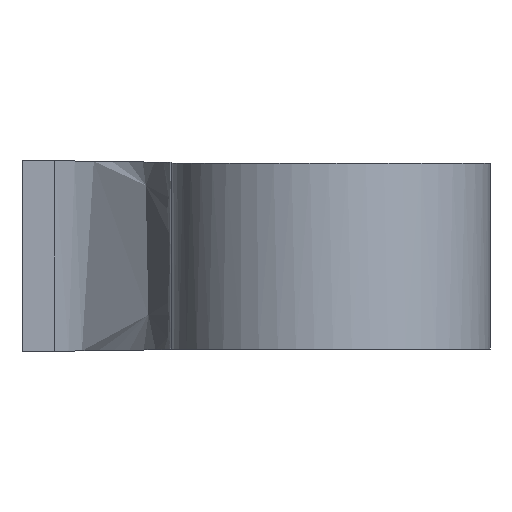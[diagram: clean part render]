
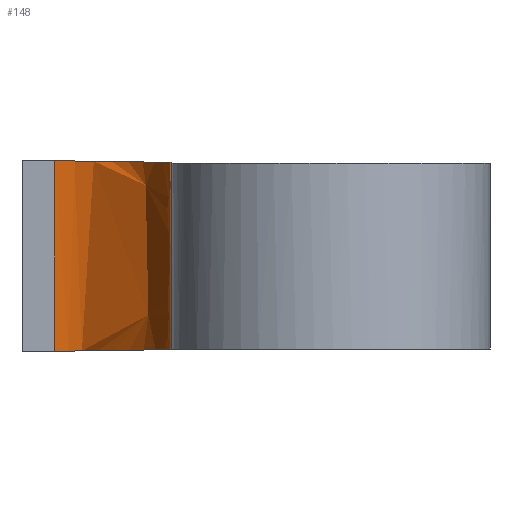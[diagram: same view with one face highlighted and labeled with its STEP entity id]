
A CAD part, left-side view. The second image highlights one B-rep face of the part: STEP entity #148.
In plain terms, the highlighted free-form (B-spline) face has degree [1, 3] with [2, 9] control points.
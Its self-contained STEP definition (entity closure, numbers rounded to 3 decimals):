
#14=(
BOUNDED_SURFACE()
B_SPLINE_SURFACE(1,3,((#3835,#3836,#3837,#3838,#3839,#3840,#3841,#3842,#3843),
(#3844,#3845,#3846,#3847,#3848,#3849,#3850,#3851,#3852)),.UNSPECIFIED.,.F.,
.F.,.F.)
B_SPLINE_SURFACE_WITH_KNOTS((2,2),(4,2,3,4),(0.101,40.823),
(-519.445,-502.362,-485.454,-484.78),
.UNSPECIFIED.)
GEOMETRIC_REPRESENTATION_ITEM()
RATIONAL_B_SPLINE_SURFACE(((0.932,0.932,0.932,
0.932,0.932,0.932,0.809,0.831,
0.996),(0.932,0.932,0.932,0.932,
0.932,0.932,0.809,0.831,0.996)))
REPRESENTATION_ITEM($)
SURFACE()
);
#20=(
BOUNDED_CURVE()
B_SPLINE_CURVE(1,(#3823,#3824),.UNSPECIFIED.,.F.,.F.)
B_SPLINE_CURVE_WITH_KNOTS((2,2),(0.101,40.823),.UNSPECIFIED.)
CURVE()
GEOMETRIC_REPRESENTATION_ITEM()
RATIONAL_B_SPLINE_CURVE((1.,1.))
REPRESENTATION_ITEM($)
);
#21=(
BOUNDED_CURVE()
B_SPLINE_CURVE(1,(#3825,#3826),.UNSPECIFIED.,.F.,.F.)
B_SPLINE_CURVE_WITH_KNOTS((2,2),(-40.462,-0.462),.UNSPECIFIED.)
CURVE()
GEOMETRIC_REPRESENTATION_ITEM()
RATIONAL_B_SPLINE_CURVE((1.,1.))
REPRESENTATION_ITEM($)
);
#148=ADVANCED_FACE($,(#267),#14,.T.);
#267=FACE_OUTER_BOUND($,#386,.T.);
#386=EDGE_LOOP($,(#905,#906,#907,#908));
#905=ORIENTED_EDGE($,*,*,#1182,.F.);
#906=ORIENTED_EDGE($,*,*,#1188,.T.);
#907=ORIENTED_EDGE($,*,*,#1179,.F.);
#908=ORIENTED_EDGE($,*,*,#1187,.T.);
#1179=EDGE_CURVE($,#1338,#1339,#1714,.T.);
#1182=EDGE_CURVE($,#1341,#1342,#1716,.T.);
#1187=EDGE_CURVE($,#1338,#1342,#20,.T.);
#1188=EDGE_CURVE($,#1341,#1339,#21,.T.);
#1338=VERTEX_POINT($,#3903);
#1339=VERTEX_POINT($,#3904);
#1341=VERTEX_POINT($,#3906);
#1342=VERTEX_POINT($,#3907);
#1714=B_SPLINE_CURVE_WITH_KNOTS($,3,(#3770,#3771,#3772,#3773,#3774,#3775,
#3776,#3777,#3778),.UNSPECIFIED.,.F.,.F.,(4,2,3,4),(-34.412,-17.732,
0.,0.68),.UNSPECIFIED.);
#1716=B_SPLINE_CURVE_WITH_KNOTS($,3,(#3794,#3795,#3796,#3797,#3798,#3799,
#3800,#3801,#3802),.UNSPECIFIED.,.F.,.F.,(4,3,2,4),(-0.68,0.,
17.732,34.412),.UNSPECIFIED.);
#3770=CARTESIAN_POINT($,(-294.745,579.562,-0.683));
#3771=CARTESIAN_POINT($,(-294.745,573.968,-0.763));
#3772=CARTESIAN_POINT($,(-296.63,568.517,-0.842));
#3773=CARTESIAN_POINT($,(-303.761,559.44,-0.973));
#3774=CARTESIAN_POINT($,(-309.01,556.214,-1.02));
#3775=CARTESIAN_POINT($,(-314.843,555.047,-1.036));
#3776=CARTESIAN_POINT($,(-315.075,555.001,-1.037));
#3777=CARTESIAN_POINT($,(-315.243,554.799,-1.04));
#3778=CARTESIAN_POINT($,(-315.245,554.562,-1.043));
#3794=CARTESIAN_POINT($,(-315.245,554.562,-41.043));
#3795=CARTESIAN_POINT($,(-315.243,554.799,-41.047));
#3796=CARTESIAN_POINT($,(-315.075,555.001,-41.05));
#3797=CARTESIAN_POINT($,(-314.843,555.047,-41.05));
#3798=CARTESIAN_POINT($,(-309.01,556.214,-41.067));
#3799=CARTESIAN_POINT($,(-303.761,559.44,-41.114));
#3800=CARTESIAN_POINT($,(-296.63,568.517,-41.245));
#3801=CARTESIAN_POINT($,(-294.745,573.968,-41.324));
#3802=CARTESIAN_POINT($,(-294.745,579.562,-41.404));
#3823=CARTESIAN_POINT($,(-294.745,579.562,-0.683));
#3824=CARTESIAN_POINT($,(-294.745,579.562,-41.404));
#3825=CARTESIAN_POINT($,(-315.245,554.562,-41.043));
#3826=CARTESIAN_POINT($,(-315.245,554.562,-1.043));
#3835=CARTESIAN_POINT($,(-294.745,579.562,-0.683));
#3836=CARTESIAN_POINT($,(-294.745,573.974,-0.683));
#3837=CARTESIAN_POINT($,(-296.628,568.487,-0.683));
#3838=CARTESIAN_POINT($,(-303.621,559.652,-0.683));
#3839=CARTESIAN_POINT($,(-308.748,556.266,-0.683));
#3840=CARTESIAN_POINT($,(-314.843,555.047,-0.683));
#3841=CARTESIAN_POINT($,(-315.089,554.998,-0.683));
#3842=CARTESIAN_POINT($,(-315.243,554.806,-0.683));
#3843=CARTESIAN_POINT($,(-315.245,554.562,-0.683));
#3844=CARTESIAN_POINT($,(-294.745,579.562,-41.404));
#3845=CARTESIAN_POINT($,(-294.745,573.974,-41.404));
#3846=CARTESIAN_POINT($,(-296.628,568.487,-41.404));
#3847=CARTESIAN_POINT($,(-303.621,559.652,-41.404));
#3848=CARTESIAN_POINT($,(-308.748,556.266,-41.404));
#3849=CARTESIAN_POINT($,(-314.843,555.047,-41.404));
#3850=CARTESIAN_POINT($,(-315.089,554.998,-41.404));
#3851=CARTESIAN_POINT($,(-315.243,554.806,-41.404));
#3852=CARTESIAN_POINT($,(-315.245,554.562,-41.404));
#3903=CARTESIAN_POINT($,(-294.745,579.562,-0.683));
#3904=CARTESIAN_POINT($,(-315.245,554.562,-1.043));
#3906=CARTESIAN_POINT($,(-315.245,554.562,-41.043));
#3907=CARTESIAN_POINT($,(-294.745,579.562,-41.404));
